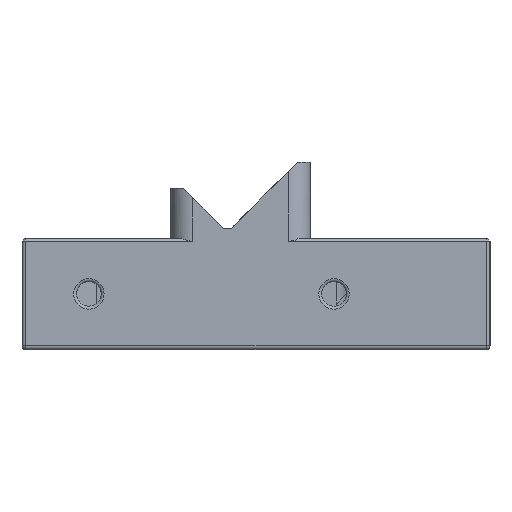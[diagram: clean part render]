
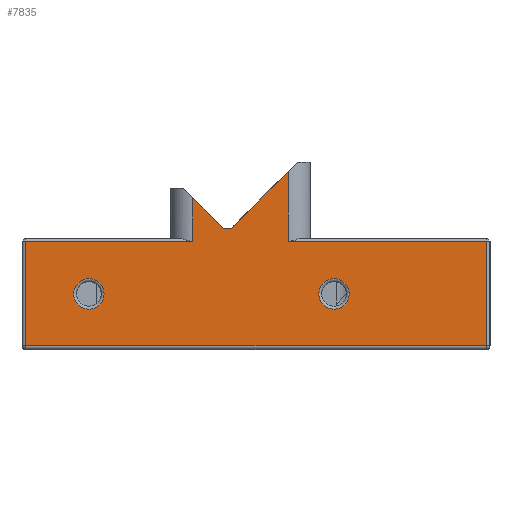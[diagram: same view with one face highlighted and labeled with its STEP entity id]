
A CAD part, left-side view. The second image highlights one B-rep face of the part: STEP entity #7835.
In plain terms, the highlighted planar face has unit normal (-1, 0, 0).
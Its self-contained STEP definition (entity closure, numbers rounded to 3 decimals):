
#57=FACE_BOUND('',#1329,.T.);
#58=FACE_BOUND('',#1330,.T.);
#505=CIRCLE('',#8462,2.05);
#507=CIRCLE('',#8465,2.05);
#839=FACE_OUTER_BOUND('',#1328,.T.);
#1328=EDGE_LOOP('',(#5611,#5612,#5613,#5614,#5615,#5616,#5617,#5618,#5619,
#5620));
#1329=EDGE_LOOP('',(#5621));
#1330=EDGE_LOOP('',(#5622));
#1777=LINE('',#11688,#2517);
#1781=LINE('',#11713,#2521);
#1796=LINE('',#11809,#2536);
#1810=LINE('',#11885,#2550);
#1813=LINE('',#11894,#2553);
#1832=LINE('',#11972,#2572);
#1833=LINE('',#11975,#2573);
#1928=LINE('',#12380,#2668);
#1929=LINE('',#12382,#2669);
#1930=LINE('',#12383,#2670);
#2517=VECTOR('',#9176,10.);
#2521=VECTOR('',#9194,10.);
#2536=VECTOR('',#9227,10.);
#2550=VECTOR('',#9305,10.);
#2553=VECTOR('',#9318,10.);
#2572=VECTOR('',#9373,10.);
#2573=VECTOR('',#9376,10.);
#2668=VECTOR('',#9689,10.);
#2669=VECTOR('',#9690,10.);
#2670=VECTOR('',#9691,10.);
#3271=VERTEX_POINT('',#11685);
#3272=VERTEX_POINT('',#11687);
#3279=VERTEX_POINT('',#11710);
#3280=VERTEX_POINT('',#11712);
#3300=VERTEX_POINT('',#11807);
#3320=VERTEX_POINT('',#11883);
#3344=VERTEX_POINT('',#11970);
#3345=VERTEX_POINT('',#11974);
#3533=VERTEX_POINT('',#12374);
#3534=VERTEX_POINT('',#12379);
#3535=VERTEX_POINT('',#12381);
#3536=VERTEX_POINT('',#12384);
#4005=EDGE_CURVE('',#3271,#3272,#1777,.T.);
#4015=EDGE_CURVE('',#3279,#3280,#1781,.T.);
#4039=EDGE_CURVE('',#3271,#3300,#1796,.T.);
#4074=EDGE_CURVE('',#3300,#3320,#1810,.T.);
#4079=EDGE_CURVE('',#3320,#3280,#1813,.T.);
#4110=EDGE_CURVE('',#3279,#3344,#1832,.T.);
#4111=EDGE_CURVE('',#3345,#3272,#1833,.T.);
#4307=EDGE_CURVE('',#3533,#3533,#505,.T.);
#4309=EDGE_CURVE('',#3344,#3534,#1928,.T.);
#4310=EDGE_CURVE('',#3534,#3535,#1929,.T.);
#4311=EDGE_CURVE('',#3535,#3345,#1930,.T.);
#4312=EDGE_CURVE('',#3536,#3536,#507,.T.);
#5611=ORIENTED_EDGE('',*,*,#4110,.T.);
#5612=ORIENTED_EDGE('',*,*,#4309,.T.);
#5613=ORIENTED_EDGE('',*,*,#4310,.T.);
#5614=ORIENTED_EDGE('',*,*,#4311,.T.);
#5615=ORIENTED_EDGE('',*,*,#4111,.T.);
#5616=ORIENTED_EDGE('',*,*,#4005,.F.);
#5617=ORIENTED_EDGE('',*,*,#4039,.T.);
#5618=ORIENTED_EDGE('',*,*,#4074,.T.);
#5619=ORIENTED_EDGE('',*,*,#4079,.T.);
#5620=ORIENTED_EDGE('',*,*,#4015,.F.);
#5621=ORIENTED_EDGE('',*,*,#4312,.F.);
#5622=ORIENTED_EDGE('',*,*,#4307,.F.);
#7616=PLANE('',#8464);
#7835=ADVANCED_FACE('',(#839,#57,#58),#7616,.F.);
#8462=AXIS2_PLACEMENT_3D('',#12376,#9683,#9684);
#8464=AXIS2_PLACEMENT_3D('',#12378,#9687,#9688);
#8465=AXIS2_PLACEMENT_3D('',#12385,#9692,#9693);
#9176=DIRECTION('',(0.,0.,-1.));
#9194=DIRECTION('',(0.,0.,1.));
#9227=DIRECTION('',(0.,0.707,-0.707));
#9305=DIRECTION('',(0.,1.,0.));
#9318=DIRECTION('',(0.,0.707,0.707));
#9373=DIRECTION('',(0.,1.,0.));
#9376=DIRECTION('',(0.,1.,0.));
#9683=DIRECTION('center_axis',(-1.,0.,0.));
#9684=DIRECTION('ref_axis',(0.,0.,-1.));
#9687=DIRECTION('center_axis',(1.,0.,0.));
#9688=DIRECTION('ref_axis',(0.,-1.,0.));
#9689=DIRECTION('',(0.,0.,-1.));
#9690=DIRECTION('',(0.,-1.,0.));
#9691=DIRECTION('',(0.,0.,1.));
#9692=DIRECTION('center_axis',(-1.,0.,0.));
#9693=DIRECTION('ref_axis',(0.,0.,-1.));
#11685=CARTESIAN_POINT('',(75.,32.171,8.945));
#11687=CARTESIAN_POINT('',(75.,32.171,-0.4));
#11688=CARTESIAN_POINT('',(75.,32.171,0.));
#11710=CARTESIAN_POINT('',(75.,45.,-0.4));
#11712=CARTESIAN_POINT('',(75.,45.,5.43));
#11713=CARTESIAN_POINT('',(75.,45.,0.));
#11807=CARTESIAN_POINT('',(75.,39.778,1.339));
#11809=CARTESIAN_POINT('',(75.,30.888,10.228));
#11883=CARTESIAN_POINT('',(75.,40.909,1.339));
#11885=CARTESIAN_POINT('',(75.,39.778,1.339));
#11894=CARTESIAN_POINT('',(75.,46.283,6.713));
#11970=CARTESIAN_POINT('',(75.,67.5,-0.4));
#11972=CARTESIAN_POINT('',(75.,52.25,-0.4));
#11974=CARTESIAN_POINT('',(75.,5.5,-0.4));
#11975=CARTESIAN_POINT('',(75.,52.25,-0.4));
#12374=CARTESIAN_POINT('',(75.,26.,-9.55));
#12376=CARTESIAN_POINT('Origin',(75.,26.,-7.5));
#12378=CARTESIAN_POINT('Origin',(75.,68.,0.));
#12379=CARTESIAN_POINT('',(75.,67.5,-14.5));
#12380=CARTESIAN_POINT('',(75.,67.5,0.));
#12381=CARTESIAN_POINT('',(75.,5.5,-14.5));
#12382=CARTESIAN_POINT('',(75.,52.25,-14.5));
#12383=CARTESIAN_POINT('',(75.,5.5,0.));
#12384=CARTESIAN_POINT('',(75.,59.,-9.55));
#12385=CARTESIAN_POINT('Origin',(75.,59.,-7.5));
